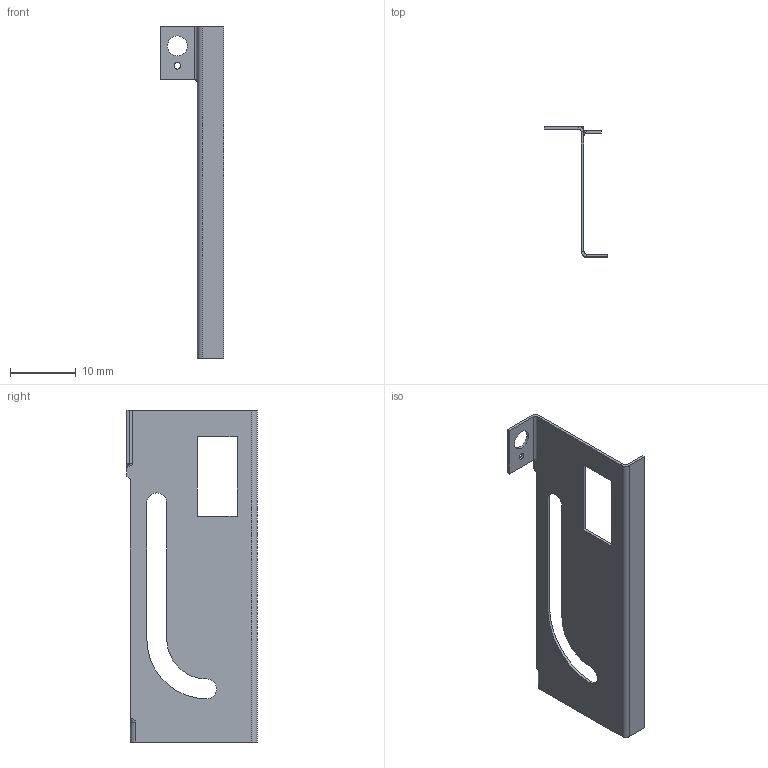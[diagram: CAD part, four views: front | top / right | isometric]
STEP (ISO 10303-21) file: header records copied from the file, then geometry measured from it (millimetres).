
FILE_DESCRIPTION(('produced by SPATIAL CORP'),'2;1');
FILE_NAME( 'right_bracket.prt.hh.sat.stp','2002-04-19T13:58:38+00:00',('SPATIAL CORP'),('SPATIAL CORP'), 'ACIS STEP Husk','http://www.spatial.com','SPATIAL CORP');
FILE_SCHEMA(('CONFIG_CONTROL_DESIGN'));
Length unit declared in the file: millimetre
Products named in the file (1): PRODUCT_ID_1
Bounding box: 9.68 x 19.76 x 50.42 mm (x, y, z)
Volume: 407 mm3; surface area: 2135 mm2
Topology: 1 solids, 1 shells, 56 faces, 138 edges, 84 vertices
Faces by surface type: plane 34, cylinder 16, bspline 6
Entity records: 2483 total; most frequent: CARTESIAN_POINT 1112, ORIENTED_EDGE 276, DIRECTION 252, EDGE_CURVE 138, VECTOR 88, LINE 88, VERTEX_POINT 84, AXIS2_PLACEMENT_3D 82
